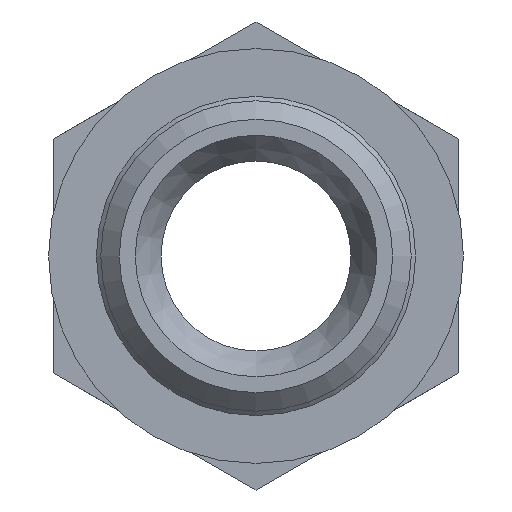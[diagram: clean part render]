
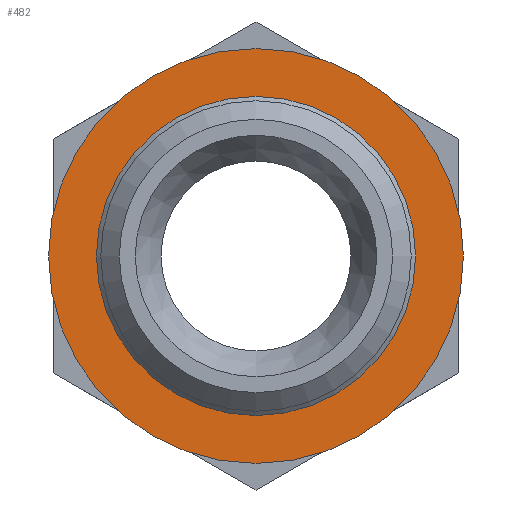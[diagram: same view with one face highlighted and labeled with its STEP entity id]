
A CAD part, front view. The second image highlights one B-rep face of the part: STEP entity #482.
In plain terms, the highlighted planar face has unit normal (0, -1, 0).
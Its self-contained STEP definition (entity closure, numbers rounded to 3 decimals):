
#77=CIRCLE('',#556,5.);
#78=CIRCLE('',#558,6.5);
#191=ORIENTED_EDGE('',*,*,#252,.T.);
#192=ORIENTED_EDGE('',*,*,#251,.F.);
#251=EDGE_CURVE('',#291,#291,#77,.T.);
#252=EDGE_CURVE('',#292,#292,#78,.T.);
#291=VERTEX_POINT('',#871);
#292=VERTEX_POINT('',#874);
#377=EDGE_LOOP('',(#191));
#378=EDGE_LOOP('',(#192));
#429=FACE_BOUND('',#377,.T.);
#430=FACE_BOUND('',#378,.T.);
#448=PLANE('',#557);
#482=ADVANCED_FACE('',(#429,#430),#448,.T.);
#556=AXIS2_PLACEMENT_3D('',#870,#698,#699);
#557=AXIS2_PLACEMENT_3D('',#872,#700,#701);
#558=AXIS2_PLACEMENT_3D('',#873,#702,#703);
#698=DIRECTION('',(0.,-1.,0.));
#699=DIRECTION('',(0.,0.,-1.));
#700=DIRECTION('',(0.,-1.,0.));
#701=DIRECTION('',(0.,0.,-1.));
#702=DIRECTION('',(0.,-1.,0.));
#703=DIRECTION('',(0.,0.,-1.));
#870=CARTESIAN_POINT('',(0.,-1.5,0.));
#871=CARTESIAN_POINT('',(0.,-1.5,-5.));
#872=CARTESIAN_POINT('',(5.,-1.5,0.));
#873=CARTESIAN_POINT('',(0.,-1.5,0.));
#874=CARTESIAN_POINT('',(0.,-1.5,-6.5));
